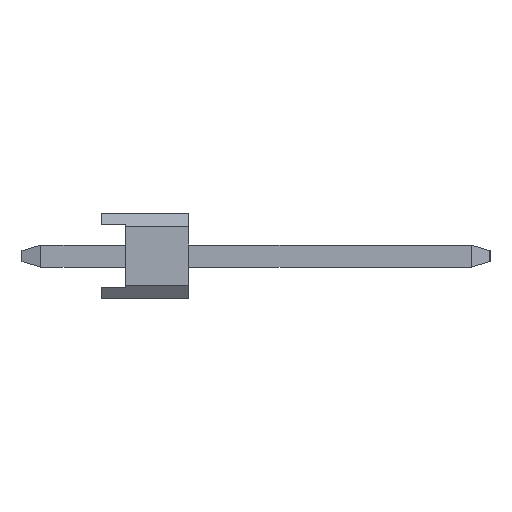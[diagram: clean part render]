
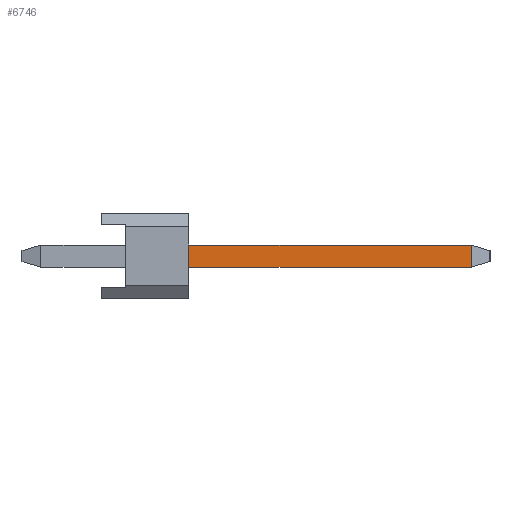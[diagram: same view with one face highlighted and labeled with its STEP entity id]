
A CAD part, left-side view. The second image highlights one B-rep face of the part: STEP entity #6746.
In plain terms, the highlighted planar face has unit normal (-1, 0, 0).
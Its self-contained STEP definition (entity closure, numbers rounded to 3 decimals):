
#4678=EDGE_CURVE('',#5412,#4750,#13627,.T.);
#4750=VERTEX_POINT('',#13706);
#5038=EDGE_CURVE('',#10254,#5412,#14016,.T.);
#5412=VERTEX_POINT('',#14433);
#5576=EDGE_CURVE('',#7640,#10254,#14617,.T.);
#6746=ADVANCED_FACE('',(#15932),#15933,.T.);
#7496=EDGE_CURVE('',#4750,#7640,#16763,.T.);
#7640=VERTEX_POINT('',#16924);
#10254=VERTEX_POINT('',#19818);
#13627=LINE('',#23569,#23570);
#13706=CARTESIAN_POINT('',(-35.88,-2.54,0.32));
#14016=LINE('',#24128,#24129);
#14433=CARTESIAN_POINT('',(-35.88,-2.54,-0.32));
#14617=LINE('',#25001,#25002);
#15932=FACE_OUTER_BOUND('',#26915,.T.);
#15933=PLANE('',#26916);
#16763=LINE('',#28107,#28108);
#16924=CARTESIAN_POINT('',(-35.88,-10.744,0.32));
#19818=CARTESIAN_POINT('',(-35.88,-10.744,-0.32));
#23569=CARTESIAN_POINT('',(-35.88,-2.54,0.252));
#23570=VECTOR('',#37709,1.0);
#24128=CARTESIAN_POINT('',(-35.88,1.764,-0.32));
#24129=VECTOR('',#38032,1.0);
#25001=CARTESIAN_POINT('',(-35.88,-10.744,0.5));
#25002=VECTOR('',#38686,1.0);
#26915=EDGE_LOOP('',(#40295,#40296,#40297,#40298));
#26916=AXIS2_PLACEMENT_3D('',#40299,#40300,#40301);
#28107=CARTESIAN_POINT('',(-35.88,-4.49,0.32));
#28108=VECTOR('',#41140,1.0);
#37709=DIRECTION('',(0.,0.,1.0));
#38032=DIRECTION('',(0.,1.0,0.));
#38686=DIRECTION('',(0.0,0.,-1.0));
#40295=ORIENTED_EDGE('',*,*,#4678,.F.);
#40296=ORIENTED_EDGE('',*,*,#5038,.F.);
#40297=ORIENTED_EDGE('',*,*,#5576,.F.);
#40298=ORIENTED_EDGE('',*,*,#7496,.F.);
#40299=CARTESIAN_POINT('',(-35.88,1.764,0.5));
#40300=DIRECTION('',(-1.0,0.,0.));
#40301=DIRECTION('',(0.,1.0,0.));
#41140=DIRECTION('',(0.,-1.0,0.));
